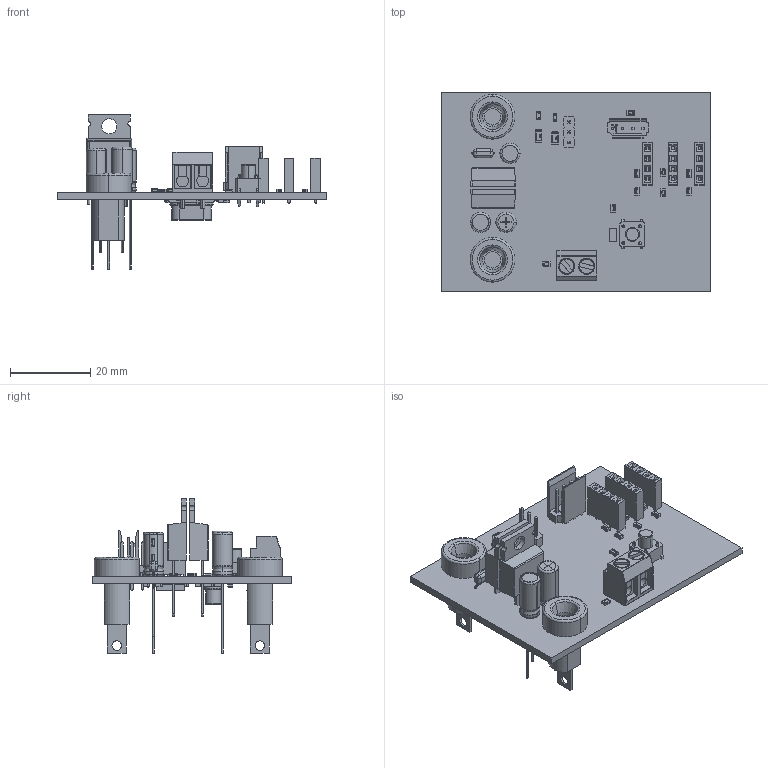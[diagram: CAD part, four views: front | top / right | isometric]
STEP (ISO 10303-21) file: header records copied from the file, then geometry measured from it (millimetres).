
FILE_DESCRIPTION(('Open CASCADE Model'),'2;1');
FILE_NAME('Open CASCADE Shape Model','2024-06-06T11:44:28',('Author'),( 'Open CASCADE'),'Open CASCADE STEP processor 6.8','Open CASCADE 6.8' ,'Unknown');
FILE_SCHEMA(('AUTOMOTIVE_DESIGN { 1 0 10303 214 1 1 1 1 }'));
Length unit declared in the file: millimetre
Products named in the file (74): PCB; Board; Open CASCADE STEP translator 6.8 1.1.1; Uc; 6140170928; Extruded; D2; led_cms_0805; US3; header_4_droit_1_rangee_femelle; US2; US1; RPDLDR; resistance_cms_0805; Re3-; Re2-; Re1-; Re3+; Re2+; Re1+; RBoot; J1; bornier_a_vis_2; Rrst; R1206_2; 6140171408; Qz8; HC49_4H_SMX; Prog; HE14_Male_4_voies; Cqz2; 0805_SMD_Capacitor; Cqz1; CdSWD; CdRst; Cd4; condensateur_cms_0805; Cd3; Cd2; Cd1 ...
Assembly tree (93 placements, depth 4):
  PCB
    Board
      Open CASCADE STEP translator 6.8 1.1.1
    Uc
      6140170928
        Extruded
    D2
      led_cms_0805
    US3
      header_4_droit_1_rangee_femelle
    US2
      header_4_droit_1_rangee_femelle
    US1
      header_4_droit_1_rangee_femelle
    RPDLDR
      resistance_cms_0805
    Re3-
      resistance_cms_0805
    Re2-
      resistance_cms_0805
    Re1-
      resistance_cms_0805
    Re3+
      resistance_cms_0805
    Re2+
      resistance_cms_0805
    Re1+
      resistance_cms_0805
    RBoot
      resistance_cms_0805
    J1
      bornier_a_vis_2
    Rrst
      R1206_2
      6140171408
        Extruded
    Qz8
      HC49_4H_SMX
    Prog
      HE14_Male_4_voies
    Cqz2
      0805_SMD_Capacitor
    Cqz1
      0805_SMD_Capacitor
    CdSWD
      0805_SMD_Capacitor
    CdRst
      0805_SMD_Capacitor
    Cd4
      condensateur_cms_0805
    Cd3
      condensateur_cms_0805
    Cd2
      condensateur_cms_0805
    Cd1
      condensateur_cms_0805
    BRst
      touche_ksa
    RLed1
      resistance_cms_1206
Bounding box: 67.06 x 49.66 x 38.37 mm (x, y, z)
Volume: 10985.4 mm3; surface area: 16485.4 mm2
Topology: 70 solids, 74 shells, 2911 faces, 7209 edges, 4449 vertices
Faces by surface type: plane 1536, cylinder 608, bspline 544, sphere 140, torus 71, cone 12
Entity records: 55509 total; most frequent: CARTESIAN_POINT 14860, ORIENTED_EDGE 6824, DIRECTION 6591, EDGE_CURVE 3439, LINE 2385, VECTOR 2385, VERTEX_POINT 2192, AXIS2_PLACEMENT_3D 2103
